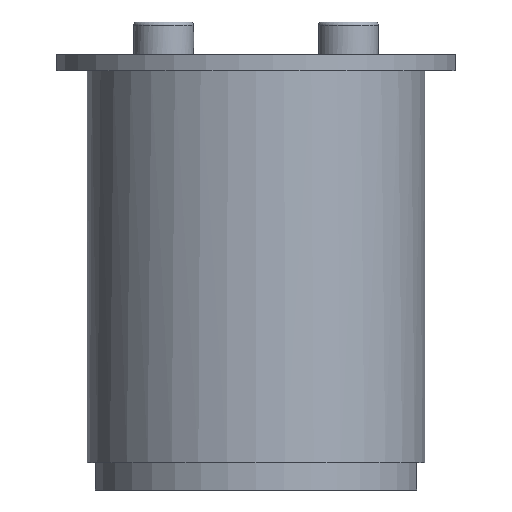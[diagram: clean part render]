
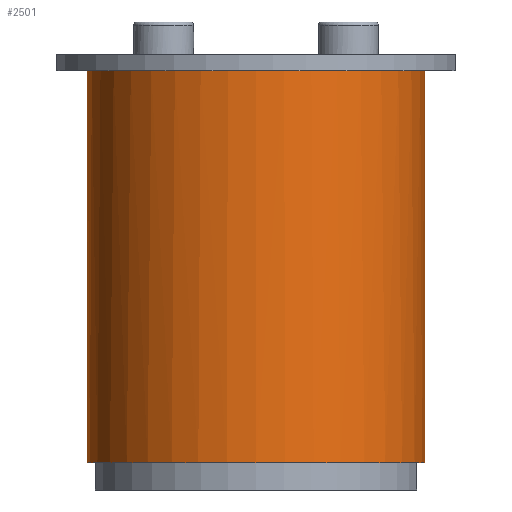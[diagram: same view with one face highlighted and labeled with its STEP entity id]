
A CAD part, front view. The second image highlights one B-rep face of the part: STEP entity #2501.
In plain terms, the highlighted cylindrical face has radius 15.5 mm (diameter 31 mm), a partial arc.
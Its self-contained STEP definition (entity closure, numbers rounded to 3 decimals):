
#56=CYLINDRICAL_SURFACE('',#2748,15.5);
#198=LINE('',#4114,#368);
#199=LINE('',#4116,#369);
#368=VECTOR('',#3296,10.);
#369=VECTOR('',#3299,10.);
#510=FACE_OUTER_BOUND('',#665,.T.);
#665=EDGE_LOOP('',(#1784,#1785,#1786,#1787,#1788,#1789));
#826=CIRCLE('',#2742,15.5);
#828=CIRCLE('',#2744,15.5);
#829=CIRCLE('',#2746,15.5);
#830=CIRCLE('',#2749,15.5);
#1033=VERTEX_POINT('',#4085);
#1037=VERTEX_POINT('',#4093);
#1038=VERTEX_POINT('',#4095);
#1041=VERTEX_POINT('',#4101);
#1042=VERTEX_POINT('',#4105);
#1043=VERTEX_POINT('',#4107);
#1306=EDGE_CURVE('',#1037,#1038,#826,.T.);
#1310=EDGE_CURVE('',#1041,#1033,#828,.T.);
#1313=EDGE_CURVE('',#1043,#1042,#829,.T.);
#1316=EDGE_CURVE('',#1038,#1043,#198,.T.);
#1317=EDGE_CURVE('',#1033,#1037,#830,.T.);
#1318=EDGE_CURVE('',#1042,#1041,#199,.T.);
#1784=ORIENTED_EDGE('',*,*,#1316,.F.);
#1785=ORIENTED_EDGE('',*,*,#1306,.F.);
#1786=ORIENTED_EDGE('',*,*,#1317,.F.);
#1787=ORIENTED_EDGE('',*,*,#1310,.F.);
#1788=ORIENTED_EDGE('',*,*,#1318,.F.);
#1789=ORIENTED_EDGE('',*,*,#1313,.F.);
#2501=ADVANCED_FACE('',(#510),#56,.T.);
#2742=AXIS2_PLACEMENT_3D('',#4096,#3276,#3277);
#2744=AXIS2_PLACEMENT_3D('',#4103,#3282,#3283);
#2746=AXIS2_PLACEMENT_3D('',#4109,#3288,#3289);
#2748=AXIS2_PLACEMENT_3D('',#4113,#3294,#3295);
#2749=AXIS2_PLACEMENT_3D('',#4115,#3297,#3298);
#3276=DIRECTION('center_axis',(0.,0.,1.));
#3277=DIRECTION('ref_axis',(-1.,0.,0.));
#3282=DIRECTION('center_axis',(0.,0.,1.));
#3283=DIRECTION('ref_axis',(-1.,0.,0.));
#3288=DIRECTION('center_axis',(0.,0.,-1.));
#3289=DIRECTION('ref_axis',(-1.,0.,0.));
#3294=DIRECTION('center_axis',(0.,0.,1.));
#3295=DIRECTION('ref_axis',(-1.,0.,0.));
#3296=DIRECTION('',(0.,0.,-1.));
#3297=DIRECTION('center_axis',(0.,0.,1.));
#3298=DIRECTION('ref_axis',(-1.,0.,0.));
#3299=DIRECTION('',(0.,0.,1.));
#4085=CARTESIAN_POINT('',(-15.468,-1.,18.));
#4093=CARTESIAN_POINT('',(15.468,-1.,18.));
#4095=CARTESIAN_POINT('',(15.5,0.,18.));
#4096=CARTESIAN_POINT('Origin',(0.,0.,18.));
#4101=CARTESIAN_POINT('',(-15.5,0.,18.));
#4103=CARTESIAN_POINT('Origin',(0.,0.,18.));
#4105=CARTESIAN_POINT('',(-15.5,0.,-18.));
#4107=CARTESIAN_POINT('',(15.5,0.,-18.));
#4109=CARTESIAN_POINT('Origin',(0.,0.,-18.));
#4113=CARTESIAN_POINT('Origin',(0.,0.,0.));
#4114=CARTESIAN_POINT('',(15.5,0.,0.));
#4115=CARTESIAN_POINT('Origin',(0.,0.,18.));
#4116=CARTESIAN_POINT('',(-15.5,0.,0.));
